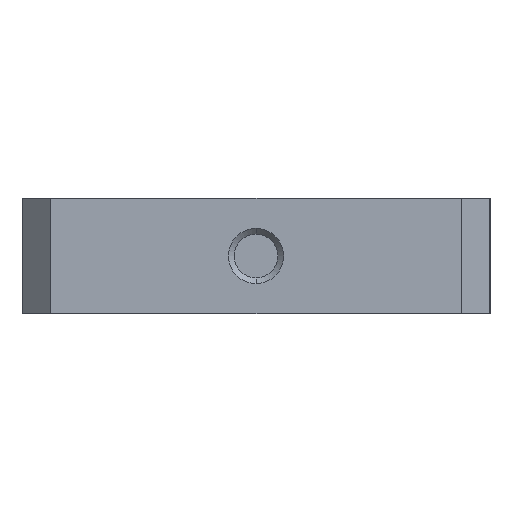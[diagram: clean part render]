
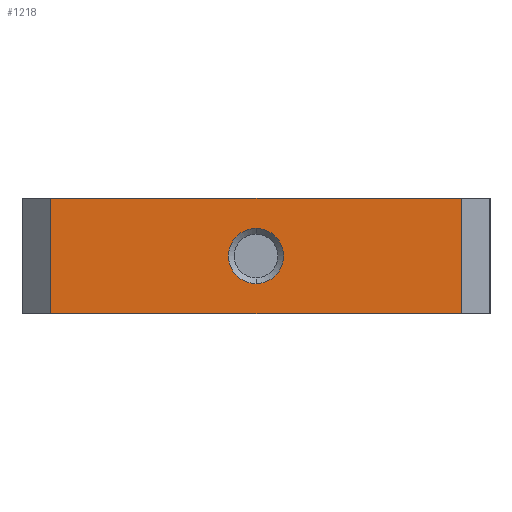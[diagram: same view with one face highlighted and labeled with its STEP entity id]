
A CAD part, front view. The second image highlights one B-rep face of the part: STEP entity #1218.
In plain terms, the highlighted planar face has unit normal (0, -1, 0).
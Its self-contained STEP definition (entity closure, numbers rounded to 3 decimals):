
#282 = AXIS2_PLACEMENT_3D ( 'NONE', #1646, #3845, #792 ) ;
#331 = VERTEX_POINT ( 'NONE', #1973 ) ;
#419 = FACE_OUTER_BOUND ( 'NONE', #771, .T. ) ;
#470 = VECTOR ( 'NONE', #878, 1000. ) ;
#492 = LINE ( 'NONE', #2970, #3099 ) ;
#741 = CARTESIAN_POINT ( 'NONE',  ( -17.8, -20.3, 5. ) ) ;
#771 = EDGE_LOOP ( 'NONE', ( #1136, #1717, #2807, #2417 ) ) ;
#792 = DIRECTION ( 'NONE',  ( 0., 0., 1. ) ) ;
#878 = DIRECTION ( 'NONE',  ( 1., 0., 0. ) ) ;
#1003 = CARTESIAN_POINT ( 'NONE',  ( 0., -20.3, 0. ) ) ;
#1088 = DIRECTION ( 'NONE',  ( 1., 0., 0. ) ) ;
#1133 = CARTESIAN_POINT ( 'NONE',  ( -20.3, -20.3, 5. ) ) ;
#1136 = ORIENTED_EDGE ( 'NONE', *, *, #2869, .F. ) ;
#1205 = CARTESIAN_POINT ( 'NONE',  ( -20.3, -20.3, -5. ) ) ;
#1218 = ADVANCED_FACE ( 'NONE', ( #3203, #419 ), #2251, .F. ) ;
#1309 = CIRCLE ( 'NONE', #1563, 2.4 ) ;
#1367 = CARTESIAN_POINT ( 'NONE',  ( 0., -20.3, -2.4 ) ) ;
#1386 = EDGE_LOOP ( 'NONE', ( #3320, #2868 ) ) ;
#1509 = AXIS2_PLACEMENT_3D ( 'NONE', #1656, #3817, #2894 ) ;
#1563 = AXIS2_PLACEMENT_3D ( 'NONE', #1003, #3722, #3441 ) ;
#1564 = VECTOR ( 'NONE', #1088, 1000. ) ;
#1605 = DIRECTION ( 'NONE',  ( 0., 0., -1. ) ) ;
#1646 = CARTESIAN_POINT ( 'NONE',  ( 0., -20.3, 0. ) ) ;
#1656 = CARTESIAN_POINT ( 'NONE',  ( -20.3, -20.3, 5. ) ) ;
#1717 = ORIENTED_EDGE ( 'NONE', *, *, #3940, .T. ) ;
#1723 = VERTEX_POINT ( 'NONE', #741 ) ;
#1920 = CARTESIAN_POINT ( 'NONE',  ( -17.8, -20.3, 5. ) ) ;
#1973 = CARTESIAN_POINT ( 'NONE',  ( 0., -20.3, 2.4 ) ) ;
#2209 = EDGE_CURVE ( 'NONE', #331, #2366, #1309, .T. ) ;
#2219 = LINE ( 'NONE', #1920, #3893 ) ;
#2251 = PLANE ( 'NONE',  #1509 ) ;
#2366 = VERTEX_POINT ( 'NONE', #1367 ) ;
#2417 = ORIENTED_EDGE ( 'NONE', *, *, #3272, .T. ) ;
#2681 = CIRCLE ( 'NONE', #282, 2.4 ) ;
#2807 = ORIENTED_EDGE ( 'NONE', *, *, #3726, .T. ) ;
#2868 = ORIENTED_EDGE ( 'NONE', *, *, #2209, .T. ) ;
#2869 = EDGE_CURVE ( 'NONE', #1723, #3750, #3856, .T. ) ;
#2894 = DIRECTION ( 'NONE',  ( 0., 0., 1. ) ) ;
#2970 = CARTESIAN_POINT ( 'NONE',  ( 17.8, -20.3, 5. ) ) ;
#3026 = CARTESIAN_POINT ( 'NONE',  ( -17.8, -20.3, -5. ) ) ;
#3072 = DIRECTION ( 'NONE',  ( 0., 0., 1. ) ) ;
#3089 = CARTESIAN_POINT ( 'NONE',  ( 17.8, -20.3, -5. ) ) ;
#3099 = VECTOR ( 'NONE', #3072, 1000. ) ;
#3203 = FACE_BOUND ( 'NONE', #1386, .T. ) ;
#3272 = EDGE_CURVE ( 'NONE', #3341, #3750, #492, .T. ) ;
#3320 = ORIENTED_EDGE ( 'NONE', *, *, #3941, .T. ) ;
#3341 = VERTEX_POINT ( 'NONE', #3089 ) ;
#3441 = DIRECTION ( 'NONE',  ( 0., 0., 1. ) ) ;
#3657 = VERTEX_POINT ( 'NONE', #3026 ) ;
#3675 = CARTESIAN_POINT ( 'NONE',  ( 17.8, -20.3, 5. ) ) ;
#3722 = DIRECTION ( 'NONE',  ( 0., 1., 0. ) ) ;
#3726 = EDGE_CURVE ( 'NONE', #3657, #3341, #3926, .T. ) ;
#3750 = VERTEX_POINT ( 'NONE', #3675 ) ;
#3817 = DIRECTION ( 'NONE',  ( 0., 1., 0. ) ) ;
#3845 = DIRECTION ( 'NONE',  ( 0., 1., 0. ) ) ;
#3856 = LINE ( 'NONE', #1133, #1564 ) ;
#3893 = VECTOR ( 'NONE', #1605, 1000. ) ;
#3926 = LINE ( 'NONE', #1205, #470 ) ;
#3940 = EDGE_CURVE ( 'NONE', #1723, #3657, #2219, .T. ) ;
#3941 = EDGE_CURVE ( 'NONE', #2366, #331, #2681, .T. ) ;
